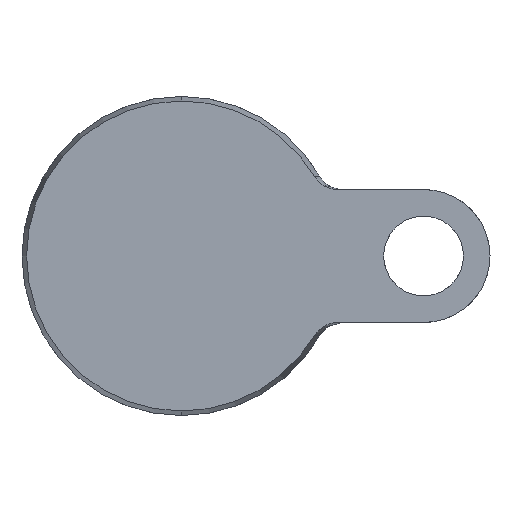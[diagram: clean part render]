
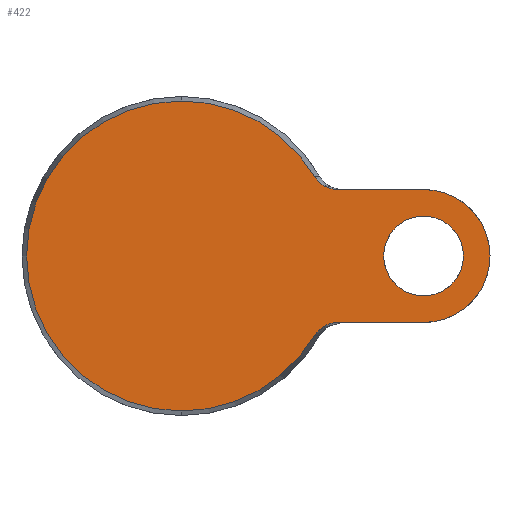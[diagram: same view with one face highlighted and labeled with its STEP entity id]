
A CAD part, front view. The second image highlights one B-rep face of the part: STEP entity #422.
In plain terms, the highlighted planar face has unit normal (0, -1, 0).
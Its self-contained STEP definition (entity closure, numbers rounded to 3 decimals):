
#19 = AXIS2_PLACEMENT_3D ( 'NONE', #638, #1403, #1248 ) ;
#21 = ORIENTED_EDGE ( 'NONE', *, *, #616, .T. ) ;
#45 = ORIENTED_EDGE ( 'NONE', *, *, #82, .T. ) ;
#56 = VERTEX_POINT ( 'NONE', #545 ) ;
#68 = CARTESIAN_POINT ( 'NONE',  ( 26.495, 0., 13.38 ) ) ;
#73 = ORIENTED_EDGE ( 'NONE', *, *, #75, .T. ) ;
#75 = EDGE_CURVE ( 'NONE', #291, #56, #1505, .T. ) ;
#76 = CARTESIAN_POINT ( 'NONE',  ( 45.5, 0., 0. ) ) ;
#82 = EDGE_CURVE ( 'NONE', #184, #676, #944, .T. ) ;
#91 = CARTESIAN_POINT ( 'NONE',  ( 25.237, 0., 14.58 ) ) ;
#95 = EDGE_CURVE ( 'NONE', #676, #451, #167, .T. ) ;
#97 = CARTESIAN_POINT ( 'NONE',  ( 25.011, 0., -14.959 ) ) ;
#100 = CARTESIAN_POINT ( 'NONE',  ( 45.5, 0., -7.5 ) ) ;
#107 = LINE ( 'NONE', #856, #949 ) ;
#117 = CIRCLE ( 'NONE', #1527, 7.5 ) ;
#121 = CARTESIAN_POINT ( 'NONE',  ( 26.497, 0., -13.379 ) ) ;
#137 = CARTESIAN_POINT ( 'NONE',  ( 26.862, 0., -13.142 ) ) ;
#141 = VERTEX_POINT ( 'NONE', #711 ) ;
#150 = CIRCLE ( 'NONE', #177, 7.5 ) ;
#167 = CIRCLE ( 'NONE', #648, 29.143 ) ;
#176 = EDGE_LOOP ( 'NONE', ( #1162, #73, #569, #45, #1292, #21, #689, #504 ) ) ;
#177 = AXIS2_PLACEMENT_3D ( 'NONE', #76, #905, #1319 ) ;
#184 = VERTEX_POINT ( 'NONE', #697 ) ;
#216 = EDGE_CURVE ( 'NONE', #233, #848, #117, .T. ) ;
#217 = DIRECTION ( 'NONE',  ( 0., 0., -1. ) ) ;
#233 = VERTEX_POINT ( 'NONE', #888 ) ;
#275 = DIRECTION ( 'NONE',  ( 0., 0., 1. ) ) ;
#291 = VERTEX_POINT ( 'NONE', #762 ) ;
#304 = CARTESIAN_POINT ( 'NONE',  ( 27.869, 0., 12.721 ) ) ;
#311 = CARTESIAN_POINT ( 'NONE',  ( 25.977, 0., -13.784 ) ) ;
#313 = CARTESIAN_POINT ( 'NONE',  ( 27.659, 0., 12.79 ) ) ;
#328 = CARTESIAN_POINT ( 'NONE',  ( 26.678, 0., 13.261 ) ) ;
#365 = DIRECTION ( 'NONE',  ( 0., 0., 1. ) ) ;
#381 = CARTESIAN_POINT ( 'NONE',  ( 27.255, 0., -12.953 ) ) ;
#420 = CARTESIAN_POINT ( 'NONE',  ( 27.253, 0., 12.954 ) ) ;
#422 = ADVANCED_FACE ( 'NONE', ( #1018, #798 ), #1304, .F. ) ;
#423 = DIRECTION ( 'NONE',  ( -1., 0., 0. ) ) ;
#451 = VERTEX_POINT ( 'NONE', #541 ) ;
#468 = DIRECTION ( 'NONE',  ( 0., -1., 0. ) ) ;
#489 = CARTESIAN_POINT ( 'NONE',  ( 27.662, 0., -12.789 ) ) ;
#502 = CARTESIAN_POINT ( 'NONE',  ( 45.5, 0., 0. ) ) ;
#504 = ORIENTED_EDGE ( 'NONE', *, *, #956, .F. ) ;
#506 = VERTEX_POINT ( 'NONE', #958 ) ;
#541 = CARTESIAN_POINT ( 'NONE',  ( 25.011, 0., -14.959 ) ) ;
#545 = CARTESIAN_POINT ( 'NONE',  ( 25.011, 0., 14.959 ) ) ;
#567 = CARTESIAN_POINT ( 'NONE',  ( 0., 0., 0. ) ) ;
#569 = ORIENTED_EDGE ( 'NONE', *, *, #966, .T. ) ;
#608 = CARTESIAN_POINT ( 'NONE',  ( 28.503, 0., -12.556 ) ) ;
#616 = EDGE_CURVE ( 'NONE', #451, #900, #747, .T. ) ;
#618 = DIRECTION ( 'NONE',  ( 0., 1., 0. ) ) ;
#627 = CARTESIAN_POINT ( 'NONE',  ( 29.374, 0., -12.5 ) ) ;
#638 = CARTESIAN_POINT ( 'NONE',  ( 0., 0., 0. ) ) ;
#648 = AXIS2_PLACEMENT_3D ( 'NONE', #1330, #1595, #217 ) ;
#676 = VERTEX_POINT ( 'NONE', #731 ) ;
#688 = CARTESIAN_POINT ( 'NONE',  ( 25.507, 0., 14.24 ) ) ;
#689 = ORIENTED_EDGE ( 'NONE', *, *, #1388, .F. ) ;
#697 = CARTESIAN_POINT ( 'NONE',  ( 0., 0., 29.143 ) ) ;
#711 = CARTESIAN_POINT ( 'NONE',  ( 45.5, 0., 12.5 ) ) ;
#718 = CARTESIAN_POINT ( 'NONE',  ( 25.976, 0., 13.785 ) ) ;
#731 = CARTESIAN_POINT ( 'NONE',  ( 0., 0., -29.143 ) ) ;
#747 = B_SPLINE_CURVE_WITH_KNOTS ( 'NONE', 3,
 ( #97, #1088, #1592, #311, #1132, #121, #137, #381, #489, #1489, #608, #1377, #627 ),
 .UNSPECIFIED., .F., .F.,
 ( 4, 2, 2, 1, 2, 2, 4 ),
 ( 0., 0.001, 0.002, 0.003, 0.003, 0.004, 0.005 ),
 .UNSPECIFIED. ) ;
#756 = DIRECTION ( 'NONE',  ( 0., 0., -1. ) ) ;
#762 = CARTESIAN_POINT ( 'NONE',  ( 29.374, 0., 12.5 ) ) ;
#798 = FACE_BOUND ( 'NONE', #886, .T. ) ;
#799 = EDGE_CURVE ( 'NONE', #291, #141, #107, .T. ) ;
#800 = AXIS2_PLACEMENT_3D ( 'NONE', #1120, #1624, #756 ) ;
#802 = CARTESIAN_POINT ( 'NONE',  ( 27.057, 0., 13.048 ) ) ;
#831 = CARTESIAN_POINT ( 'NONE',  ( 25.011, 0., 14.959 ) ) ;
#848 = VERTEX_POINT ( 'NONE', #100 ) ;
#856 = CARTESIAN_POINT ( 'NONE',  ( 15., 0., 12.5 ) ) ;
#886 = EDGE_LOOP ( 'NONE', ( #1099, #1214 ) ) ;
#888 = CARTESIAN_POINT ( 'NONE',  ( 45.5, 0., 7.5 ) ) ;
#900 = VERTEX_POINT ( 'NONE', #969 ) ;
#905 = DIRECTION ( 'NONE',  ( 0., 1., 0. ) ) ;
#944 = CIRCLE ( 'NONE', #1375, 29.143 ) ;
#949 = VECTOR ( 'NONE', #1577, 1000. ) ;
#950 = CARTESIAN_POINT ( 'NONE',  ( 26.144, 0., 13.642 ) ) ;
#956 = EDGE_CURVE ( 'NONE', #141, #506, #980, .T. ) ;
#958 = CARTESIAN_POINT ( 'NONE',  ( 45.5, 0., -12.5 ) ) ;
#966 = EDGE_CURVE ( 'NONE', #56, #184, #1032, .T. ) ;
#969 = CARTESIAN_POINT ( 'NONE',  ( 29.374, 0., -12.5 ) ) ;
#980 = CIRCLE ( 'NONE', #800, 12.5 ) ;
#1018 = FACE_OUTER_BOUND ( 'NONE', #176, .T. ) ;
#1032 = CIRCLE ( 'NONE', #19, 29.143 ) ;
#1036 = CARTESIAN_POINT ( 'NONE',  ( 28.933, 0., 12.5 ) ) ;
#1087 = EDGE_CURVE ( 'NONE', #848, #233, #150, .T. ) ;
#1088 = CARTESIAN_POINT ( 'NONE',  ( 25.237, 0., -14.58 ) ) ;
#1099 = ORIENTED_EDGE ( 'NONE', *, *, #1087, .T. ) ;
#1120 = CARTESIAN_POINT ( 'NONE',  ( 45.5, 0., 0. ) ) ;
#1132 = CARTESIAN_POINT ( 'NONE',  ( 26.146, 0., -13.64 ) ) ;
#1162 = ORIENTED_EDGE ( 'NONE', *, *, #799, .F. ) ;
#1214 = ORIENTED_EDGE ( 'NONE', *, *, #216, .T. ) ;
#1248 = DIRECTION ( 'NONE',  ( 0., 0., -1. ) ) ;
#1258 = VECTOR ( 'NONE', #423, 1000. ) ;
#1292 = ORIENTED_EDGE ( 'NONE', *, *, #95, .T. ) ;
#1304 = PLANE ( 'NONE',  #1556 ) ;
#1319 = DIRECTION ( 'NONE',  ( 0., 0., 1. ) ) ;
#1330 = CARTESIAN_POINT ( 'NONE',  ( 0., 0., 0. ) ) ;
#1351 = DIRECTION ( 'NONE',  ( 0., 0., -1. ) ) ;
#1369 = LINE ( 'NONE', #1542, #1258 ) ;
#1375 = AXIS2_PLACEMENT_3D ( 'NONE', #567, #468, #1351 ) ;
#1377 = CARTESIAN_POINT ( 'NONE',  ( 28.933, 0., -12.5 ) ) ;
#1388 = EDGE_CURVE ( 'NONE', #506, #900, #1369, .T. ) ;
#1403 = DIRECTION ( 'NONE',  ( 0., -1., 0. ) ) ;
#1489 = CARTESIAN_POINT ( 'NONE',  ( 27.871, 0., -12.72 ) ) ;
#1505 = B_SPLINE_CURVE_WITH_KNOTS ( 'NONE', 3,
 ( #1525, #1036, #1539, #304, #313, #420, #802, #328, #68, #950, #718, #688, #91, #831 ),
 .UNSPECIFIED., .F., .F.,
 ( 4, 2, 2, 2, 2, 2, 4 ),
 ( 0., 0.001, 0.002, 0.003, 0.003, 0.004, 0.005 ),
 .UNSPECIFIED. ) ;
#1522 = DIRECTION ( 'NONE',  ( 0., 1., 0. ) ) ;
#1525 = CARTESIAN_POINT ( 'NONE',  ( 29.374, 0., 12.5 ) ) ;
#1527 = AXIS2_PLACEMENT_3D ( 'NONE', #502, #618, #365 ) ;
#1529 = CARTESIAN_POINT ( 'NONE',  ( -29.143, 0., 0. ) ) ;
#1539 = CARTESIAN_POINT ( 'NONE',  ( 28.502, 0., 12.556 ) ) ;
#1542 = CARTESIAN_POINT ( 'NONE',  ( 15., 0., -12.5 ) ) ;
#1556 = AXIS2_PLACEMENT_3D ( 'NONE', #1529, #1522, #275 ) ;
#1577 = DIRECTION ( 'NONE',  ( 1., 0., 0. ) ) ;
#1592 = CARTESIAN_POINT ( 'NONE',  ( 25.508, 0., -14.24 ) ) ;
#1595 = DIRECTION ( 'NONE',  ( 0., -1., 0. ) ) ;
#1624 = DIRECTION ( 'NONE',  ( 0., 1., 0. ) ) ;
